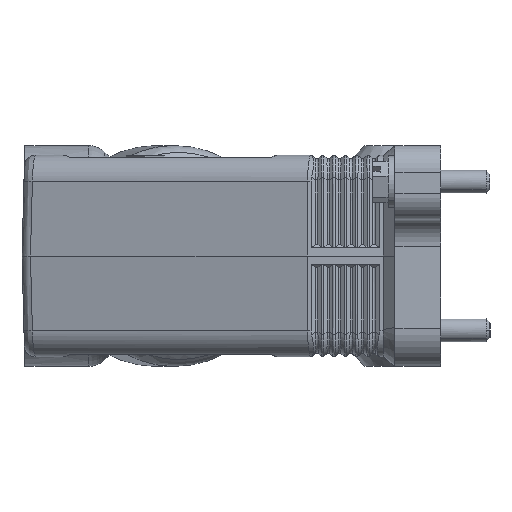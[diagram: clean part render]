
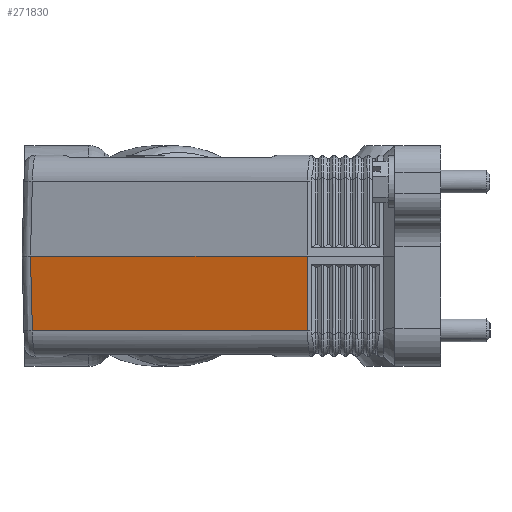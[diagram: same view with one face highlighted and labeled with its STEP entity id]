
A CAD part, left-side view. The second image highlights one B-rep face of the part: STEP entity #271830.
In plain terms, the highlighted planar face has unit normal (-0.966, 0.259, -0.026).
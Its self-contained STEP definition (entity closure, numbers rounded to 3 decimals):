
#74920=CARTESIAN_POINT('',(-92.114,104.071,13.));
#74930=VERTEX_POINT('',#74920);
#74960=CARTESIAN_POINT('',(-91.719,103.556,
-6.683));
#74970=CARTESIAN_POINT('',(-91.721,103.559,
-6.562));
#74980=CARTESIAN_POINT('',(-91.724,103.562,
-6.44));
#74990=CARTESIAN_POINT('',(-91.876,103.76,
1.121));
#75000=CARTESIAN_POINT('',(-92.025,103.955,
8.559));
#75010=CARTESIAN_POINT('',(-92.175,104.15,
15.998));
#75020=B_SPLINE_CURVE_WITH_KNOTS('',3,(#74960,#74970,#74980,#74990,
#75000,#75010),.UNSPECIFIED.,.F.,.F.,(4,2,4),(0.,0.365,
22.694),.UNSPECIFIED.);
#75030=CARTESIAN_POINT('',(-91.719,103.556,
-6.683));
#75040=VERTEX_POINT('',#75030);
#75050=EDGE_CURVE('',#75040,#74930,#75020,.T.);
#179980=CARTESIAN_POINT('',(-111.615,31.294,13.));
#179990=VERTEX_POINT('',#179980);
#271550=CARTESIAN_POINT('',(-90.861,106.118,
-12.991));
#271560=DIRECTION('',(0.966,-0.259,
0.026));
#271570=DIRECTION('',(0.259,0.966,0.));
#271580=AXIS2_PLACEMENT_3D('',#271550,#271560,#271570);
#271590=PLANE('',#271580);
#271600=ORIENTED_EDGE('',*,*,#75050,.F.);
#271610=CARTESIAN_POINT('',(-120.,0.,13.));
#271620=DIRECTION('',(-0.259,-0.966,0.));
#271630=VECTOR('',#271620,1.);
#271640=LINE('',#271610,#271630);
#271650=EDGE_CURVE('',#74930,#179990,#271640,.T.);
#271660=ORIENTED_EDGE('',*,*,#271650,.F.);
#271670=CARTESIAN_POINT('',(-112.296,31.384,39.));
#271680=DIRECTION('',(0.026,-0.003,
-1.));
#271690=VECTOR('',#271680,1.);
#271700=LINE('',#271670,#271690);
#271710=CARTESIAN_POINT('',(-111.1,31.226,
-6.683));
#271720=VERTEX_POINT('',#271710);
#271730=EDGE_CURVE('',#179990,#271720,#271700,.T.);
#271740=ORIENTED_EDGE('',*,*,#271730,.F.);
#271750=CARTESIAN_POINT('',(-118.981,1.811,
-6.683));
#271760=DIRECTION('',(0.259,0.966,0.));
#271770=VECTOR('',#271760,1.);
#271780=LINE('',#271750,#271770);
#271790=EDGE_CURVE('',#271720,#75040,#271780,.T.);
#271800=ORIENTED_EDGE('',*,*,#271790,.F.);
#271810=EDGE_LOOP('',(#271800,#271740,#271660,#271600));
#271820=FACE_OUTER_BOUND('',#271810,.T.);
#271830=ADVANCED_FACE('',(#271820),#271590,.F.);
